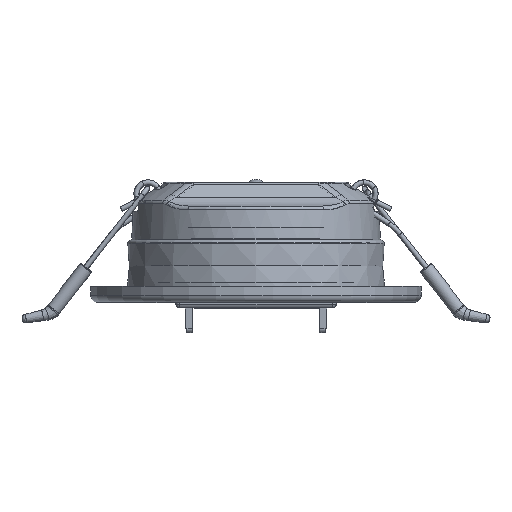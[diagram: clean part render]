
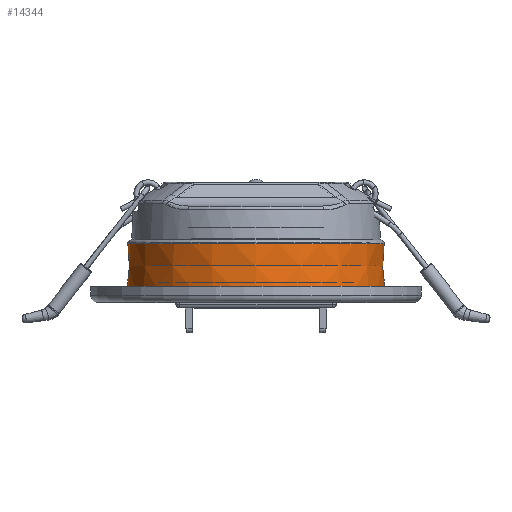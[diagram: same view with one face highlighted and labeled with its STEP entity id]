
A CAD part, top view. The second image highlights one B-rep face of the part: STEP entity #14344.
In plain terms, the highlighted conical face has half-angle 1 degrees and reference radius 33.4 mm.
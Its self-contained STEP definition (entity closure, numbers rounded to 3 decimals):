
#304 = EDGE_LOOP ( 'NONE', ( #20674 ) ) ;
#3390 = CONICAL_SURFACE ( 'NONE', #13111, 33.4, 0.017 ) ;
#4805 = DIRECTION ( 'NONE',  ( 0., 0., 1. ) ) ;
#5104 = EDGE_LOOP ( 'NONE', ( #21862 ) ) ;
#5682 = CIRCLE ( 'NONE', #26126, 33.276 ) ;
#6090 = CARTESIAN_POINT ( 'NONE',  ( 0., 0., 3.972 ) ) ;
#6877 = CARTESIAN_POINT ( 'NONE',  ( 0., 0., -0.71 ) ) ;
#7729 = VERTEX_POINT ( 'NONE', #17491 ) ;
#9111 = DIRECTION ( 'NONE',  ( 0., 0., -1. ) ) ;
#13111 = AXIS2_PLACEMENT_3D ( 'NONE', #6090, #9111, #30907 ) ;
#14344 = ADVANCED_FACE ( 'NONE', ( #25467, #16148 ), #3390, .T. ) ;
#14567 = CARTESIAN_POINT ( 'NONE',  ( 0., 0., 11.075 ) ) ;
#16148 = FACE_OUTER_BOUND ( 'NONE', #304, .T. ) ;
#17491 = CARTESIAN_POINT ( 'NONE',  ( 0., -33.481, -0.71 ) ) ;
#19516 = DIRECTION ( 'NONE',  ( 0., -1., 0. ) ) ;
#19893 = VERTEX_POINT ( 'NONE', #29682 ) ;
#20674 = ORIENTED_EDGE ( 'NONE', *, *, #24056, .T. ) ;
#21862 = ORIENTED_EDGE ( 'NONE', *, *, #24053, .T. ) ;
#23562 = CIRCLE ( 'NONE', #30245, 33.481 ) ;
#24053 = EDGE_CURVE ( 'NONE', #19893, #19893, #5682, .T. ) ;
#24056 = EDGE_CURVE ( 'NONE', #7729, #7729, #23562, .T. ) ;
#24484 = DIRECTION ( 'NONE',  ( 0., 0., -1. ) ) ;
#25467 = FACE_BOUND ( 'NONE', #5104, .T. ) ;
#26126 = AXIS2_PLACEMENT_3D ( 'NONE', #14567, #24484, #29149 ) ;
#29149 = DIRECTION ( 'NONE',  ( 0., -1., 0. ) ) ;
#29682 = CARTESIAN_POINT ( 'NONE',  ( 0., -33.276, 11.075 ) ) ;
#30245 = AXIS2_PLACEMENT_3D ( 'NONE', #6877, #4805, #19516 ) ;
#30907 = DIRECTION ( 'NONE',  ( 0., -1., 0. ) ) ;
